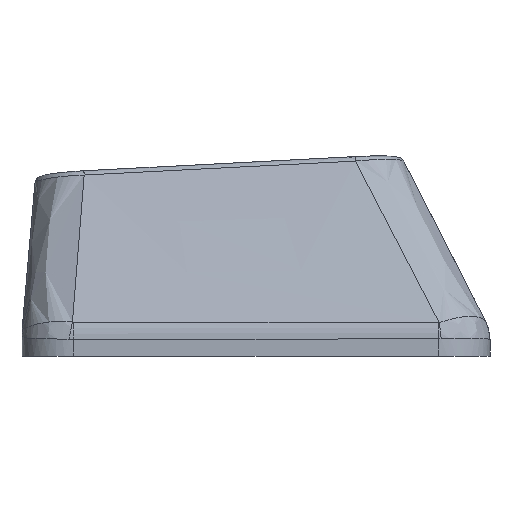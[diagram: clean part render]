
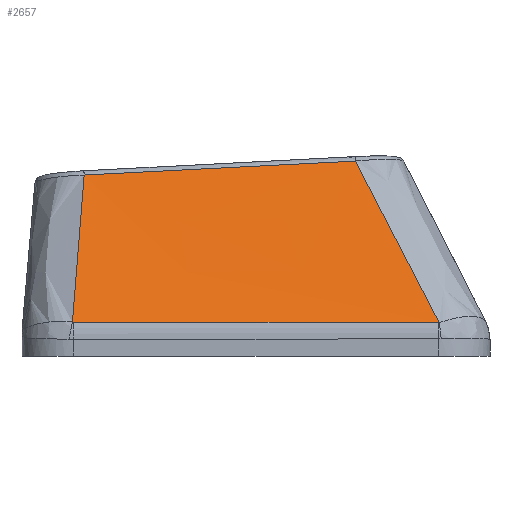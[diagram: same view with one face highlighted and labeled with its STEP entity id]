
A CAD part, left-side view. The second image highlights one B-rep face of the part: STEP entity #2657.
In plain terms, the highlighted free-form (B-spline) face has degree [3, 3] with [4, 4] control points.
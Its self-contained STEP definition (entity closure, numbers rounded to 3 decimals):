
#51=B_SPLINE_SURFACE_WITH_KNOTS('',3,3,((#6548,#6549,#6550,#6551),(#6552,
#6553,#6554,#6555),(#6556,#6557,#6558,#6559),(#6560,#6561,#6562,#6563)),
 .UNSPECIFIED.,.F.,.F.,.F.,(4,4),(4,4),(0.107,0.899),
(0.028,0.956),.UNSPECIFIED.);
#240=FACE_OUTER_BOUND('',#354,.T.);
#354=EDGE_LOOP('',(#2238,#2239,#2240,#2241,#2242,#2243));
#821=B_SPLINE_CURVE_WITH_KNOTS('',3,(#6158,#6159,#6160,#6161),
 .UNSPECIFIED.,.F.,.F.,(4,4),(0.,0.003),
 .UNSPECIFIED.);
#822=B_SPLINE_CURVE_WITH_KNOTS('',3,(#6179,#6180,#6181,#6182),
 .UNSPECIFIED.,.F.,.F.,(4,4),(-1.416,0.),.UNSPECIFIED.);
#825=B_SPLINE_CURVE_WITH_KNOTS('',3,(#6212,#6213,#6214,#6215),
 .UNSPECIFIED.,.F.,.F.,(4,4),(0.,0.004),
 .UNSPECIFIED.);
#842=B_SPLINE_CURVE_WITH_KNOTS('',3,(#6534,#6535,#6536,#6537),
 .UNSPECIFIED.,.F.,.F.,(4,4),(-0.661,-0.02),
 .UNSPECIFIED.);
#845=B_SPLINE_CURVE_WITH_KNOTS('',3,(#6565,#6566,#6567,#6568),
 .UNSPECIFIED.,.F.,.F.,(4,4),(0.023,0.785),
 .UNSPECIFIED.);
#846=B_SPLINE_CURVE_WITH_KNOTS('',3,(#6569,#6570,#6571,#6572),
 .UNSPECIFIED.,.F.,.F.,(4,4),(0.,1.054),.UNSPECIFIED.);
#1173=VERTEX_POINT('',#6120);
#1175=VERTEX_POINT('',#6151);
#1177=VERTEX_POINT('',#6178);
#1179=VERTEX_POINT('',#6205);
#1197=VERTEX_POINT('',#6533);
#1199=VERTEX_POINT('',#6564);
#1580=EDGE_CURVE('',#1173,#1175,#821,.T.);
#1581=EDGE_CURVE('',#1175,#1177,#822,.T.);
#1586=EDGE_CURVE('',#1177,#1179,#825,.T.);
#1613=EDGE_CURVE('',#1179,#1197,#842,.T.);
#1616=EDGE_CURVE('',#1199,#1173,#845,.T.);
#1617=EDGE_CURVE('',#1197,#1199,#846,.T.);
#2238=ORIENTED_EDGE('',*,*,#1586,.F.);
#2239=ORIENTED_EDGE('',*,*,#1581,.F.);
#2240=ORIENTED_EDGE('',*,*,#1580,.F.);
#2241=ORIENTED_EDGE('',*,*,#1616,.F.);
#2242=ORIENTED_EDGE('',*,*,#1617,.F.);
#2243=ORIENTED_EDGE('',*,*,#1613,.F.);
#2657=ADVANCED_FACE('',(#240),#51,.F.);
#6120=CARTESIAN_POINT('',(-16.087,-7.107,0.299));
#6151=CARTESIAN_POINT('',(-16.088,-7.079,0.298));
#6158=CARTESIAN_POINT('Ctrl Pts',(-16.087,-7.107,0.299));
#6159=CARTESIAN_POINT('Ctrl Pts',(-16.087,-7.098,0.298));
#6160=CARTESIAN_POINT('Ctrl Pts',(-16.088,-7.088,0.298));
#6161=CARTESIAN_POINT('Ctrl Pts',(-16.088,-7.079,0.298));
#6178=CARTESIAN_POINT('',(-16.065,7.082,0.318));
#6179=CARTESIAN_POINT('Ctrl Pts',(-16.088,-7.079,0.298));
#6180=CARTESIAN_POINT('Ctrl Pts',(-16.081,-2.359,0.304));
#6181=CARTESIAN_POINT('Ctrl Pts',(-16.073,2.361,0.311));
#6182=CARTESIAN_POINT('Ctrl Pts',(-16.065,7.082,0.318));
#6205=CARTESIAN_POINT('',(-16.063,7.125,0.322));
#6212=CARTESIAN_POINT('Ctrl Pts',(-16.065,7.082,0.318));
#6213=CARTESIAN_POINT('Ctrl Pts',(-16.065,7.096,0.318));
#6214=CARTESIAN_POINT('Ctrl Pts',(-16.064,7.111,0.319));
#6215=CARTESIAN_POINT('Ctrl Pts',(-16.063,7.125,0.322));
#6533=CARTESIAN_POINT('',(-13.204,6.669,6.028));
#6534=CARTESIAN_POINT('Ctrl Pts',(-16.063,7.125,0.322));
#6535=CARTESIAN_POINT('Ctrl Pts',(-15.107,6.97,2.223));
#6536=CARTESIAN_POINT('Ctrl Pts',(-14.153,6.818,4.125));
#6537=CARTESIAN_POINT('Ctrl Pts',(-13.204,6.669,6.028));
#6548=CARTESIAN_POINT('Ctrl Pts',(-13.2,7.031,6.018));
#6549=CARTESIAN_POINT('Ctrl Pts',(-14.162,7.063,4.102));
#6550=CARTESIAN_POINT('Ctrl Pts',(-15.125,7.095,2.187));
#6551=CARTESIAN_POINT('Ctrl Pts',(-16.088,7.126,0.272));
#6552=CARTESIAN_POINT('Ctrl Pts',(-13.2,3.274,6.208));
#6553=CARTESIAN_POINT('Ctrl Pts',(-14.162,2.976,4.232));
#6554=CARTESIAN_POINT('Ctrl Pts',(-15.125,2.679,2.256));
#6555=CARTESIAN_POINT('Ctrl Pts',(-16.088,2.382,0.28));
#6556=CARTESIAN_POINT('Ctrl Pts',(-13.2,-0.484,
6.397));
#6557=CARTESIAN_POINT('Ctrl Pts',(-14.162,-1.11,4.361));
#6558=CARTESIAN_POINT('Ctrl Pts',(-15.125,-1.736,2.325));
#6559=CARTESIAN_POINT('Ctrl Pts',(-16.088,-2.363,0.289));
#6560=CARTESIAN_POINT('Ctrl Pts',(-13.2,-4.241,6.587));
#6561=CARTESIAN_POINT('Ctrl Pts',(-14.162,-5.197,4.491));
#6562=CARTESIAN_POINT('Ctrl Pts',(-15.125,-6.152,2.394));
#6563=CARTESIAN_POINT('Ctrl Pts',(-16.088,-7.107,0.298));
#6564=CARTESIAN_POINT('',(-13.2,-3.862,6.568));
#6565=CARTESIAN_POINT('Ctrl Pts',(-13.2,-3.862,6.568));
#6566=CARTESIAN_POINT('Ctrl Pts',(-14.165,-4.946,4.48));
#6567=CARTESIAN_POINT('Ctrl Pts',(-15.127,-6.027,2.39));
#6568=CARTESIAN_POINT('Ctrl Pts',(-16.087,-7.107,0.299));
#6569=CARTESIAN_POINT('Ctrl Pts',(-13.204,6.669,6.028));
#6570=CARTESIAN_POINT('Ctrl Pts',(-13.202,3.159,6.208));
#6571=CARTESIAN_POINT('Ctrl Pts',(-13.201,-0.351,
6.388));
#6572=CARTESIAN_POINT('Ctrl Pts',(-13.2,-3.862,6.568));
